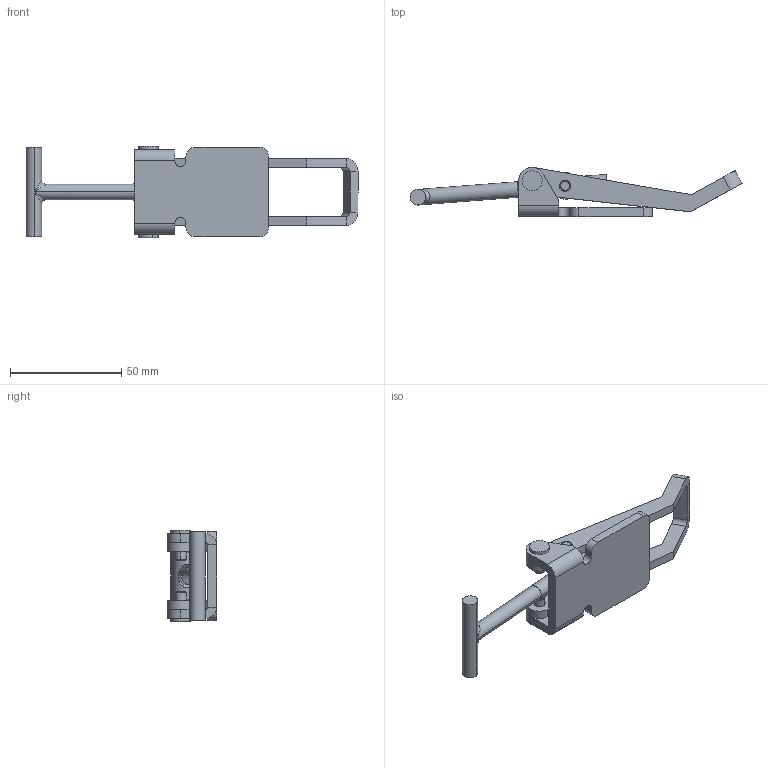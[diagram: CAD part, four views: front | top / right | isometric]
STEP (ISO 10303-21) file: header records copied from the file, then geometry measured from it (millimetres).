
FILE_DESCRIPTION (( 'STEP AP214' ), '1' );
FILE_NAME ('521013.STEP', '2016-02-19T10:35:15', ( '' ), ( '' ), 'SwSTEP 2.0', 'SolidWorks 2015', '' );
FILE_SCHEMA (( 'AUTOMOTIVE_DESIGN' ));
Length unit declared in the file: millimetre
Products named in the file (12): 703 - Rulle; 704 - Rivet Gradin; 703 - Bygel; 703 - Platta A; 703 - T-skruv; 521013
Assembly tree (6 placements, depth 2):
  703 - T-skruv
  703 - Rulle
  704 - Rivet Gradin
  704 - Rivet Gradin
  703 - Bygel
Bounding box: 148.9 x 22 x 41 mm (x, y, z)
Volume: 25853.4 mm3; surface area: 17275.3 mm2
Topology: 6 solids, 6 shells, 130 faces, 285 edges, 170 vertices
Faces by surface type: cylinder 58, plane 58, cone 12, bspline 2
Entity records: 3893 total; most frequent: CARTESIAN_POINT 881, DIRECTION 613, ORIENTED_EDGE 518, EDGE_CURVE 259, AXIS2_PLACEMENT_3D 236, VERTEX_POINT 156, VECTOR 141, LINE 141
